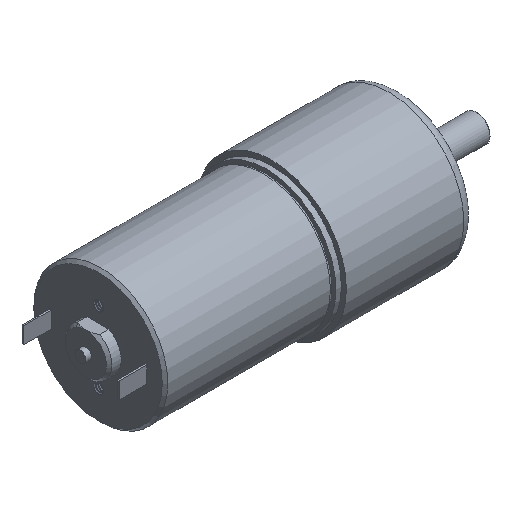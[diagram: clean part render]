
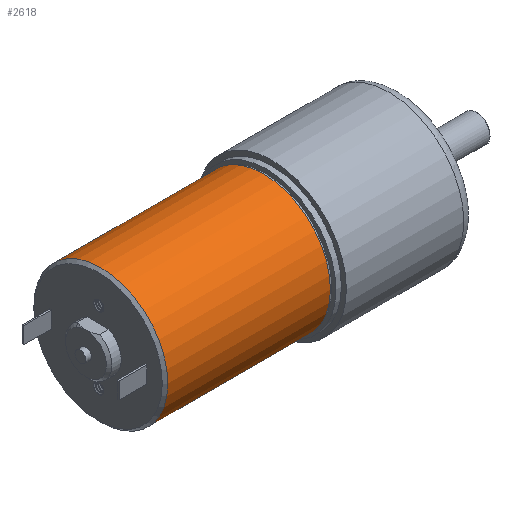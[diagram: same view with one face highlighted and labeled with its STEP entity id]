
A CAD part, isometric view. The second image highlights one B-rep face of the part: STEP entity #2618.
In plain terms, the highlighted cylindrical face has radius 12.15 mm (diameter 24.3 mm), a full revolution.
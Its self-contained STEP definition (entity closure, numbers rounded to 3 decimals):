
#359=FACE_OUTER_BOUND('',#522,.T.);
#522=EDGE_LOOP('',(#2076,#2077,#2078,#2079));
#644=CIRCLE('',#2829,12.15);
#646=CIRCLE('',#2832,12.15);
#786=LINE('',#7362,#938);
#938=VECTOR('',#3251,12.15);
#1149=VERTEX_POINT('',#7354);
#1151=VERTEX_POINT('',#7360);
#1483=EDGE_CURVE('',#1149,#1149,#644,.T.);
#1486=EDGE_CURVE('',#1151,#1151,#646,.T.);
#1487=EDGE_CURVE('',#1151,#1149,#786,.T.);
#2076=ORIENTED_EDGE('',*,*,#1486,.F.);
#2077=ORIENTED_EDGE('',*,*,#1487,.T.);
#2078=ORIENTED_EDGE('',*,*,#1483,.F.);
#2079=ORIENTED_EDGE('',*,*,#1487,.F.);
#2504=CYLINDRICAL_SURFACE('',#2831,12.15);
#2618=ADVANCED_FACE('',(#359),#2504,.T.);
#2829=AXIS2_PLACEMENT_3D('',#7355,#3242,#3243);
#2831=AXIS2_PLACEMENT_3D('',#7359,#3247,#3248);
#2832=AXIS2_PLACEMENT_3D('',#7361,#3249,#3250);
#3242=DIRECTION('center_axis',(-1.,0.,0.));
#3243=DIRECTION('ref_axis',(0.,0.,-1.));
#3247=DIRECTION('center_axis',(1.,0.,0.));
#3248=DIRECTION('ref_axis',(0.,0.,-1.));
#3249=DIRECTION('center_axis',(1.,0.,0.));
#3250=DIRECTION('ref_axis',(0.,0.,-1.));
#3251=DIRECTION('',(-1.,0.,0.));
#7354=CARTESIAN_POINT('',(0.5,0.,12.15));
#7355=CARTESIAN_POINT('Origin',(0.5,0.,0.));
#7359=CARTESIAN_POINT('Origin',(0.,0.,0.));
#7360=CARTESIAN_POINT('',(30.,0.,12.15));
#7361=CARTESIAN_POINT('Origin',(30.,0.,0.));
#7362=CARTESIAN_POINT('',(0.,0.,12.15));
